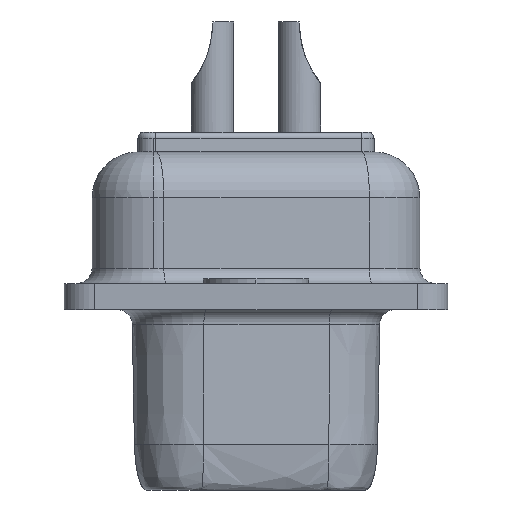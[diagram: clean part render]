
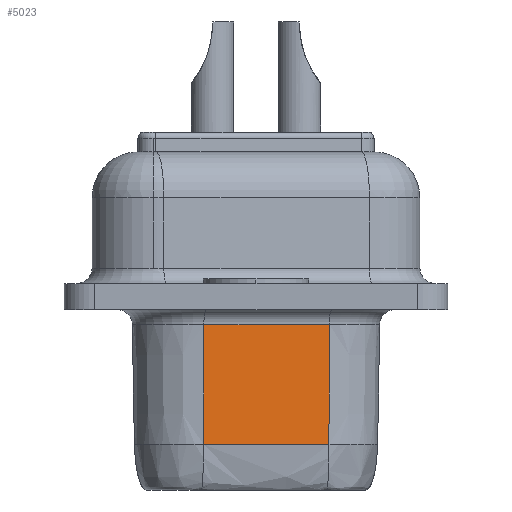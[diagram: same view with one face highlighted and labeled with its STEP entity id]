
A CAD part, left-side view. The second image highlights one B-rep face of the part: STEP entity #5023.
In plain terms, the highlighted planar face has unit normal (-0.985, -0.174, -0.018).
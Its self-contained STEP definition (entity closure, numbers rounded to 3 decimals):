
#287 = EDGE_CURVE ( 'NONE', #8328, #7439, #1209, .T. ) ;
#421 = CARTESIAN_POINT ( 'NONE',  ( -12.394, 1.704, 5.409 ) ) ;
#566 = CARTESIAN_POINT ( 'NONE',  ( -12.086, 0.349, 1.493 ) ) ;
#1103 = EDGE_LOOP ( 'NONE', ( #7314, #7374, #5324, #6098 ) ) ;
#1209 = LINE ( 'NONE', #7363, #3019 ) ;
#1441 = CARTESIAN_POINT ( 'NONE',  ( -11.845, -1.018, 1.493 ) ) ;
#1865 = CARTESIAN_POINT ( 'NONE',  ( -11.604, -2.384, 1.493 ) ) ;
#2046 = CARTESIAN_POINT ( 'NONE',  ( -12.327, 1.716, 1.493 ) ) ;
#2179 = LINE ( 'NONE', #4253, #3554 ) ;
#3019 = VECTOR ( 'NONE', #3571, 1000. ) ;
#3554 = VECTOR ( 'NONE', #5137, 1000. ) ;
#3559 = VERTEX_POINT ( 'NONE', #2046 ) ;
#3571 = DIRECTION ( 'NONE',  ( -0.174, 0.985, 0. ) ) ;
#3974 = CARTESIAN_POINT ( 'NONE',  ( -11.671, -2.396, 5.409 ) ) ;
#4145 = FACE_OUTER_BOUND ( 'NONE', #1103, .T. ) ;
#4155 = VECTOR ( 'NONE', #6290, 1000. ) ;
#4253 = CARTESIAN_POINT ( 'NONE',  ( -12.301, 1.72, 0. ) ) ;
#4425 = LINE ( 'NONE', #4521, #4155 ) ;
#4521 = CARTESIAN_POINT ( 'NONE',  ( -11.578, -2.38, 0. ) ) ;
#4781 = DIRECTION ( 'NONE',  ( -0.985, -0.174, -0.017 ) ) ;
#5023 = ADVANCED_FACE ( 'NONE', ( #4145 ), #5567, .T. ) ;
#5041 = CARTESIAN_POINT ( 'NONE',  ( -12.327, 1.716, 1.493 ) ) ;
#5085 = VERTEX_POINT ( 'NONE', #1865 ) ;
#5137 = DIRECTION ( 'NONE',  ( 0.017, 0.003, -1. ) ) ;
#5324 = ORIENTED_EDGE ( 'NONE', *, *, #9076, .F. ) ;
#5519 = DIRECTION ( 'NONE',  ( 0.174, -0.985, 0. ) ) ;
#5567 = PLANE ( 'NONE',  #8291 ) ;
#6098 = ORIENTED_EDGE ( 'NONE', *, *, #287, .T. ) ;
#6290 = DIRECTION ( 'NONE',  ( 0.017, 0.003, -1. ) ) ;
#7314 = ORIENTED_EDGE ( 'NONE', *, *, #7692, .T. ) ;
#7363 = CARTESIAN_POINT ( 'NONE',  ( -12.394, 1.704, 5.409 ) ) ;
#7374 = ORIENTED_EDGE ( 'NONE', *, *, #9386, .T. ) ;
#7439 = VERTEX_POINT ( 'NONE', #421 ) ;
#7692 = EDGE_CURVE ( 'NONE', #7439, #3559, #2179, .T. ) ;
#8291 = AXIS2_PLACEMENT_3D ( 'NONE', #8581, #4781, #5519 ) ;
#8328 = VERTEX_POINT ( 'NONE', #3974 ) ;
#8581 = CARTESIAN_POINT ( 'NONE',  ( -12.301, 1.72, 0. ) ) ;
#8795 = CARTESIAN_POINT ( 'NONE',  ( -11.604, -2.384, 1.493 ) ) ;
#9026 = B_SPLINE_CURVE_WITH_KNOTS ( 'NONE', 3,
 ( #5041, #566, #1441, #8795 ),
 .UNSPECIFIED., .F., .F.,
 ( 4, 4 ),
 ( 0., 1. ),
 .UNSPECIFIED. ) ;
#9076 = EDGE_CURVE ( 'NONE', #8328, #5085, #4425, .T. ) ;
#9386 = EDGE_CURVE ( 'NONE', #3559, #5085, #9026, .T. ) ;
